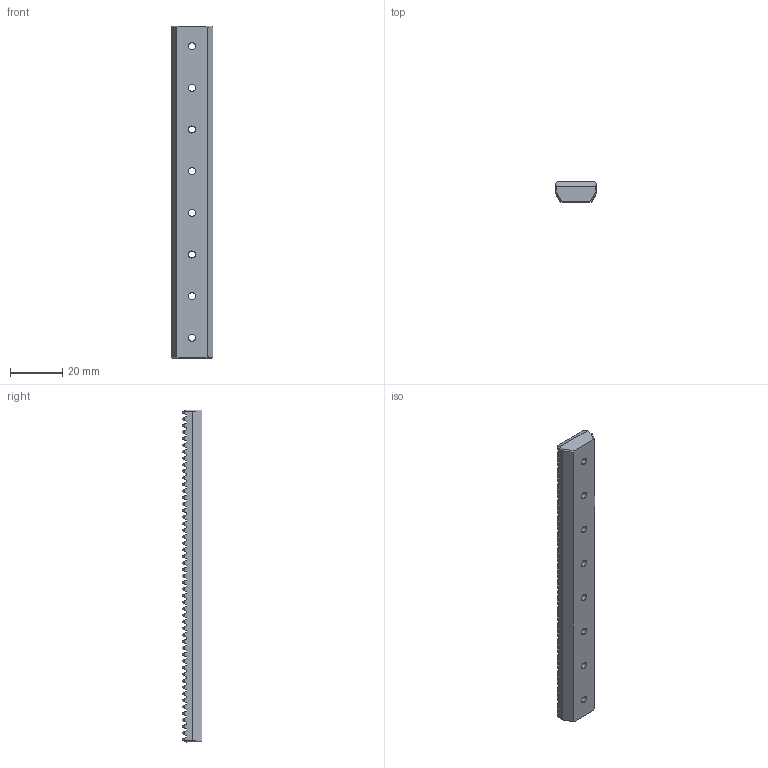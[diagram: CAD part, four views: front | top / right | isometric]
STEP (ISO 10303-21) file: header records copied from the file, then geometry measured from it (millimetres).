
FILE_DESCRIPTION (( 'STEP AP214' ), '1' );
FILE_NAME ('39300B_TXM-Linear Slide Rail.STEP', '2018-07-31T14:28:16', ( '' ), ( '' ), 'SwSTEP 2.0', 'SolidWorks 2016', '' );
FILE_SCHEMA (( 'AUTOMOTIVE_DESIGN' ));
Length unit declared in the file: millimetre
Products named in the file (1): 39300B_TXM-Linear Slide Rail
Bounding box: 16 x 7.65 x 127.5 mm (x, y, z)
Volume: 12308.3 mm3; surface area: 7860.2 mm2
Topology: 1 solids, 1 shells, 360 faces, 1094 edges, 728 vertices
Faces by surface type: plane 344, cylinder 16
Entity records: 12130 total; most frequent: CARTESIAN_POINT 2303, ORIENTED_EDGE 2188, DIRECTION 1832, EDGE_CURVE 1094, LINE 998, VECTOR 998, VERTEX_POINT 728, AXIS2_PLACEMENT_3D 417
